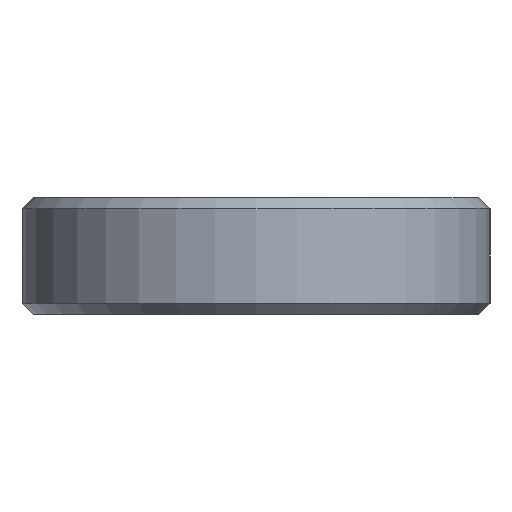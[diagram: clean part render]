
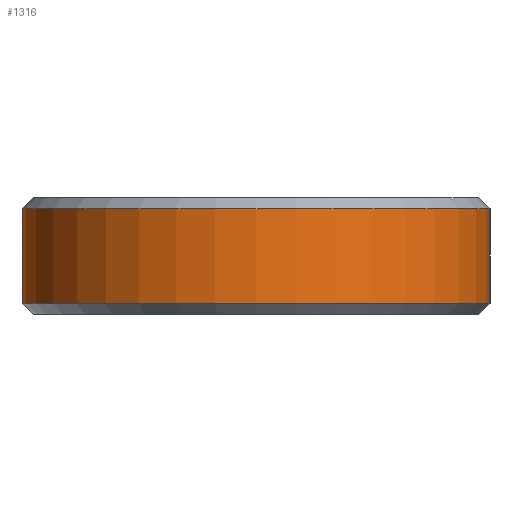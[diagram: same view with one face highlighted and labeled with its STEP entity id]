
A CAD part, left-side view. The second image highlights one B-rep face of the part: STEP entity #1316.
In plain terms, the highlighted cylindrical face has radius 6.25 mm (diameter 12.5 mm), a partial arc.
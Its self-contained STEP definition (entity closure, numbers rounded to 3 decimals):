
#144 = VERTEX_POINT('',#145);
#145 = CARTESIAN_POINT('',(0.,-6.25,0.3));
#161 = CONICAL_SURFACE('',#162,6.25,0.785);
#162 = AXIS2_PLACEMENT_3D('',#163,#164,#165);
#163 = CARTESIAN_POINT('',(0.,0.,0.3));
#164 = DIRECTION('',(0.,0.,1.));
#165 = DIRECTION('',(0.,1.,0.));
#187 = PLANE('',#188);
#188 = AXIS2_PLACEMENT_3D('',#189,#190,#191);
#189 = CARTESIAN_POINT('',(62.5,-6.25,0.));
#190 = DIRECTION('',(0.,-1.,0.));
#191 = DIRECTION('',(-1.,0.,0.));
#290 = PLANE('',#291);
#291 = AXIS2_PLACEMENT_3D('',#292,#293,#294);
#292 = CARTESIAN_POINT('',(62.5,6.25,0.));
#293 = DIRECTION('',(0.,-1.,0.));
#294 = DIRECTION('',(-1.,0.,0.));
#618 = VERTEX_POINT('',#619);
#619 = CARTESIAN_POINT('',(0.,6.25,0.3));
#666 = EDGE_CURVE('',#618,#144,#667,.T.);
#667 = SURFACE_CURVE('',#668,(#673,#680),.PCURVE_S1.);
#668 = CIRCLE('',#669,6.25);
#669 = AXIS2_PLACEMENT_3D('',#670,#671,#672);
#670 = CARTESIAN_POINT('',(0.,0.,0.3));
#671 = DIRECTION('',(0.,-0.,1.));
#672 = DIRECTION('',(0.,1.,0.));
#673 = PCURVE('',#161,#674);
#674 = DEFINITIONAL_REPRESENTATION('',(#675),#679);
#675 = LINE('',#676,#677);
#676 = CARTESIAN_POINT('',(0.,-0.));
#677 = VECTOR('',#678,1.);
#678 = DIRECTION('',(1.,-0.));
#679 = ( GEOMETRIC_REPRESENTATION_CONTEXT(2) 
PARAMETRIC_REPRESENTATION_CONTEXT() REPRESENTATION_CONTEXT('2D SPACE',''
  ) );
#680 = PCURVE('',#681,#686);
#681 = CYLINDRICAL_SURFACE('',#682,6.25);
#682 = AXIS2_PLACEMENT_3D('',#683,#684,#685);
#683 = CARTESIAN_POINT('',(0.,0.,0.));
#684 = DIRECTION('',(-0.,-0.,-1.));
#685 = DIRECTION('',(1.,0.,0.));
#686 = DEFINITIONAL_REPRESENTATION('',(#687),#691);
#687 = LINE('',#688,#689);
#688 = CARTESIAN_POINT('',(-1.571,-0.3));
#689 = VECTOR('',#690,1.);
#690 = DIRECTION('',(-1.,0.));
#691 = ( GEOMETRIC_REPRESENTATION_CONTEXT(2) 
PARAMETRIC_REPRESENTATION_CONTEXT() REPRESENTATION_CONTEXT('2D SPACE',''
  ) );
#700 = VERTEX_POINT('',#701);
#701 = CARTESIAN_POINT('',(0.,-6.25,2.825));
#727 = EDGE_CURVE('',#144,#700,#728,.T.);
#728 = SURFACE_CURVE('',#729,(#733,#740),.PCURVE_S1.);
#729 = LINE('',#730,#731);
#730 = CARTESIAN_POINT('',(0.,-6.25,0.));
#731 = VECTOR('',#732,1.);
#732 = DIRECTION('',(0.,0.,1.));
#733 = PCURVE('',#187,#734);
#734 = DEFINITIONAL_REPRESENTATION('',(#735),#739);
#735 = LINE('',#736,#737);
#736 = CARTESIAN_POINT('',(62.5,0.));
#737 = VECTOR('',#738,1.);
#738 = DIRECTION('',(0.,-1.));
#739 = ( GEOMETRIC_REPRESENTATION_CONTEXT(2) 
PARAMETRIC_REPRESENTATION_CONTEXT() REPRESENTATION_CONTEXT('2D SPACE',''
  ) );
#740 = PCURVE('',#681,#741);
#741 = DEFINITIONAL_REPRESENTATION('',(#742),#746);
#742 = LINE('',#743,#744);
#743 = CARTESIAN_POINT('',(-4.712,0.));
#744 = VECTOR('',#745,1.);
#745 = DIRECTION('',(-0.,-1.));
#746 = ( GEOMETRIC_REPRESENTATION_CONTEXT(2) 
PARAMETRIC_REPRESENTATION_CONTEXT() REPRESENTATION_CONTEXT('2D SPACE',''
  ) );
#836 = VERTEX_POINT('',#837);
#837 = CARTESIAN_POINT('',(0.,6.25,2.825));
#858 = EDGE_CURVE('',#618,#836,#859,.T.);
#859 = SURFACE_CURVE('',#860,(#864,#871),.PCURVE_S1.);
#860 = LINE('',#861,#862);
#861 = CARTESIAN_POINT('',(0.,6.25,0.));
#862 = VECTOR('',#863,1.);
#863 = DIRECTION('',(0.,0.,1.));
#864 = PCURVE('',#290,#865);
#865 = DEFINITIONAL_REPRESENTATION('',(#866),#870);
#866 = LINE('',#867,#868);
#867 = CARTESIAN_POINT('',(62.5,0.));
#868 = VECTOR('',#869,1.);
#869 = DIRECTION('',(0.,-1.));
#870 = ( GEOMETRIC_REPRESENTATION_CONTEXT(2) 
PARAMETRIC_REPRESENTATION_CONTEXT() REPRESENTATION_CONTEXT('2D SPACE',''
  ) );
#871 = PCURVE('',#681,#872);
#872 = DEFINITIONAL_REPRESENTATION('',(#873),#877);
#873 = LINE('',#874,#875);
#874 = CARTESIAN_POINT('',(-1.571,0.));
#875 = VECTOR('',#876,1.);
#876 = DIRECTION('',(-0.,-1.));
#877 = ( GEOMETRIC_REPRESENTATION_CONTEXT(2) 
PARAMETRIC_REPRESENTATION_CONTEXT() REPRESENTATION_CONTEXT('2D SPACE',''
  ) );
#1316 = ADVANCED_FACE('',(#1317),#681,.T.);
#1317 = FACE_BOUND('',#1318,.F.);
#1318 = EDGE_LOOP('',(#1319,#1320,#1347,#1348));
#1319 = ORIENTED_EDGE('',*,*,#858,.T.);
#1320 = ORIENTED_EDGE('',*,*,#1321,.T.);
#1321 = EDGE_CURVE('',#836,#700,#1322,.T.);
#1322 = SURFACE_CURVE('',#1323,(#1328,#1335),.PCURVE_S1.);
#1323 = CIRCLE('',#1324,6.25);
#1324 = AXIS2_PLACEMENT_3D('',#1325,#1326,#1327);
#1325 = CARTESIAN_POINT('',(0.,0.,2.825));
#1326 = DIRECTION('',(0.,-0.,1.));
#1327 = DIRECTION('',(0.,1.,0.));
#1328 = PCURVE('',#681,#1329);
#1329 = DEFINITIONAL_REPRESENTATION('',(#1330),#1334);
#1330 = LINE('',#1331,#1332);
#1331 = CARTESIAN_POINT('',(-1.571,-2.825));
#1332 = VECTOR('',#1333,1.);
#1333 = DIRECTION('',(-1.,0.));
#1334 = ( GEOMETRIC_REPRESENTATION_CONTEXT(2) 
PARAMETRIC_REPRESENTATION_CONTEXT() REPRESENTATION_CONTEXT('2D SPACE',''
  ) );
#1335 = PCURVE('',#1336,#1341);
#1336 = CONICAL_SURFACE('',#1337,6.25,0.785);
#1337 = AXIS2_PLACEMENT_3D('',#1338,#1339,#1340);
#1338 = CARTESIAN_POINT('',(0.,0.,2.825));
#1339 = DIRECTION('',(-0.,-0.,-1.));
#1340 = DIRECTION('',(0.,1.,0.));
#1341 = DEFINITIONAL_REPRESENTATION('',(#1342),#1346);
#1342 = LINE('',#1343,#1344);
#1343 = CARTESIAN_POINT('',(-0.,-0.));
#1344 = VECTOR('',#1345,1.);
#1345 = DIRECTION('',(-1.,-0.));
#1346 = ( GEOMETRIC_REPRESENTATION_CONTEXT(2) 
PARAMETRIC_REPRESENTATION_CONTEXT() REPRESENTATION_CONTEXT('2D SPACE',''
  ) );
#1347 = ORIENTED_EDGE('',*,*,#727,.F.);
#1348 = ORIENTED_EDGE('',*,*,#666,.F.);
